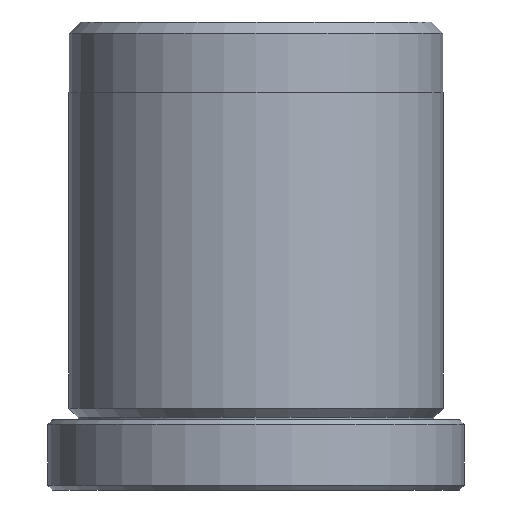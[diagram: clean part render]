
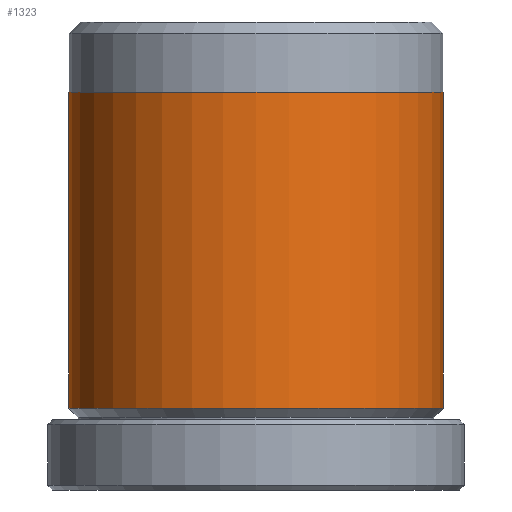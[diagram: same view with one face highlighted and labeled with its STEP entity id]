
A CAD part, front view. The second image highlights one B-rep face of the part: STEP entity #1323.
In plain terms, the highlighted cylindrical face has radius 8 mm (diameter 16 mm), a partial arc.
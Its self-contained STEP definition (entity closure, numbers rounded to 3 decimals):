
#65 = DIRECTION ( 'NONE',  ( 0., 0., -1. ) ) ;
#240 = DIRECTION ( 'NONE',  ( -1., 0., 0. ) ) ;
#252 = DIRECTION ( 'NONE',  ( -1., 0., 0. ) ) ;
#254 = DIRECTION ( 'NONE',  ( 0., 0., -1. ) ) ;
#287 = CARTESIAN_POINT ( 'NONE',  ( 0., 0., 3.5 ) ) ;
#294 = CIRCLE ( 'NONE', #1112, 8. ) ;
#398 = ORIENTED_EDGE ( 'NONE', *, *, #1372, .T. ) ;
#400 = LINE ( 'NONE', #957, #1624 ) ;
#436 = CARTESIAN_POINT ( 'NONE',  ( -8., 0., 17. ) ) ;
#467 = VERTEX_POINT ( 'NONE', #1267 ) ;
#503 = EDGE_CURVE ( 'NONE', #1343, #1307, #1650, .T. ) ;
#508 = ORIENTED_EDGE ( 'NONE', *, *, #872, .F. ) ;
#614 = DIRECTION ( 'NONE',  ( 0., 0., -1. ) ) ;
#703 = EDGE_LOOP ( 'NONE', ( #508, #1073, #398, #1127 ) ) ;
#775 = DIRECTION ( 'NONE',  ( 0., 0., -1. ) ) ;
#799 = VERTEX_POINT ( 'NONE', #1781 ) ;
#872 = EDGE_CURVE ( 'NONE', #1307, #799, #1737, .T. ) ;
#912 = EDGE_CURVE ( 'NONE', #799, #467, #294, .T. ) ;
#957 = CARTESIAN_POINT ( 'NONE',  ( -8., 0., 20. ) ) ;
#1073 = ORIENTED_EDGE ( 'NONE', *, *, #503, .F. ) ;
#1112 = AXIS2_PLACEMENT_3D ( 'NONE', #287, #254, #240 ) ;
#1127 = ORIENTED_EDGE ( 'NONE', *, *, #912, .F. ) ;
#1153 = DIRECTION ( 'NONE',  ( 1., 0., 0. ) ) ;
#1162 = DIRECTION ( 'NONE',  ( 0., 0., 1. ) ) ;
#1168 = CARTESIAN_POINT ( 'NONE',  ( 0., 0., 17. ) ) ;
#1267 = CARTESIAN_POINT ( 'NONE',  ( -8., 0., 3.5 ) ) ;
#1277 = CYLINDRICAL_SURFACE ( 'NONE', #1546, 8. ) ;
#1307 = VERTEX_POINT ( 'NONE', #1972 ) ;
#1316 = CARTESIAN_POINT ( 'NONE',  ( 8., 0., 20. ) ) ;
#1323 = ADVANCED_FACE ( 'NONE', ( #2226 ), #1277, .T. ) ;
#1343 = VERTEX_POINT ( 'NONE', #436 ) ;
#1372 = EDGE_CURVE ( 'NONE', #1343, #467, #400, .T. ) ;
#1471 = CARTESIAN_POINT ( 'NONE',  ( 0., 0., 20. ) ) ;
#1546 = AXIS2_PLACEMENT_3D ( 'NONE', #1471, #65, #252 ) ;
#1624 = VECTOR ( 'NONE', #614, 1000. ) ;
#1650 = CIRCLE ( 'NONE', #1849, 8. ) ;
#1679 = VECTOR ( 'NONE', #775, 1000. ) ;
#1737 = LINE ( 'NONE', #1316, #1679 ) ;
#1781 = CARTESIAN_POINT ( 'NONE',  ( 8., 0., 3.5 ) ) ;
#1849 = AXIS2_PLACEMENT_3D ( 'NONE', #1168, #1162, #1153 ) ;
#1972 = CARTESIAN_POINT ( 'NONE',  ( 8., 0., 17. ) ) ;
#2226 = FACE_OUTER_BOUND ( 'NONE', #703, .T. ) ;
